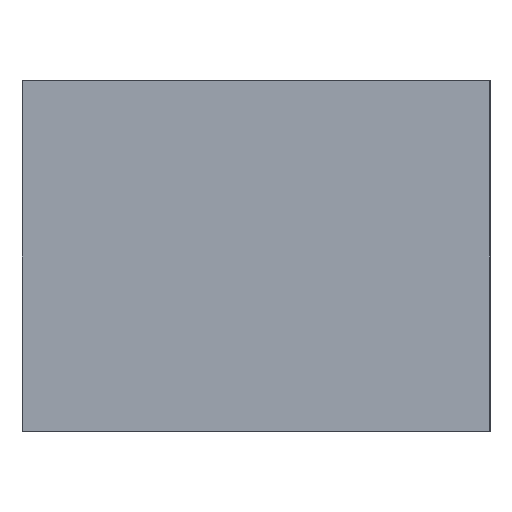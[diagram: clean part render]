
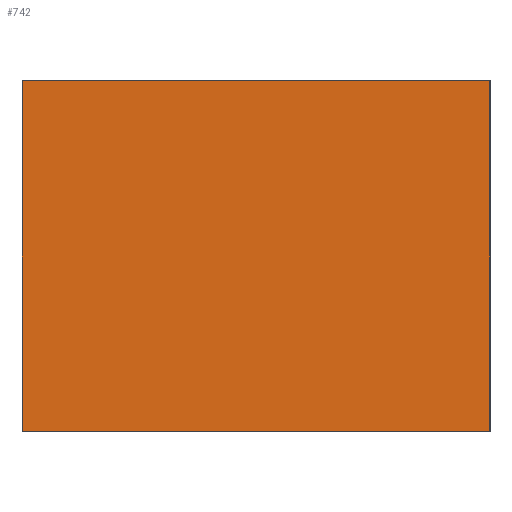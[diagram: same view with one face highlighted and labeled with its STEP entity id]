
A CAD part, left-side view. The second image highlights one B-rep face of the part: STEP entity #742.
In plain terms, the highlighted free-form (B-spline) face has degree [1, 1] with [2, 2] control points.
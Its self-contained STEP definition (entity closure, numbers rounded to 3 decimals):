
#362 = B_SPLINE_SURFACE_WITH_KNOTS('',1,1,(
    (#363,#364)
    ,(#365,#366
    )),.UNSPECIFIED.,.F.,.F.,.F.,(2,2),(2,2),(0.013,0.613),(
    0.038,1.838),.PIECEWISE_BEZIER_KNOTS.);
#363 = CARTESIAN_POINT('',(-0.8,-0.4,0.6));
#364 = CARTESIAN_POINT('',(-0.8,0.4,0.6));
#365 = CARTESIAN_POINT('',(-0.518,-0.4,0.6));
#366 = CARTESIAN_POINT('',(-0.518,0.4,0.6));
#434 = B_SPLINE_SURFACE_WITH_KNOTS('',1,1,(
    (#435,#436)
    ,(#437,#438
    )),.UNSPECIFIED.,.F.,.F.,.F.,(2,2),(2,2),(0.033,0.733),(0.213,
    0.813),.PIECEWISE_BEZIER_KNOTS.);
#435 = CARTESIAN_POINT('',(-0.8,-0.4,0.6));
#436 = CARTESIAN_POINT('',(-0.518,-0.4,0.6));
#437 = CARTESIAN_POINT('',(-0.8,-0.4,0.));
#438 = CARTESIAN_POINT('',(-0.518,-0.4,0.));
#507 = B_SPLINE_SURFACE_WITH_KNOTS('',1,1,(
    (#508,#509)
    ,(#510,#511
    )),.UNSPECIFIED.,.F.,.F.,.F.,(2,2),(2,2),(0.013,0.613),(
    0.088,1.888),.PIECEWISE_BEZIER_KNOTS.);
#508 = CARTESIAN_POINT('',(-0.8,-0.4,0.));
#509 = CARTESIAN_POINT('',(-0.8,0.4,0.));
#510 = CARTESIAN_POINT('',(-0.518,-0.4,0.));
#511 = CARTESIAN_POINT('',(-0.518,0.4,0.));
#538 = B_SPLINE_SURFACE_WITH_KNOTS('',1,1,(
    (#539,#540)
    ,(#541,#542
    )),.UNSPECIFIED.,.F.,.F.,.F.,(2,2),(2,2),(0.033,0.733),(
    0.013,0.613),.PIECEWISE_BEZIER_KNOTS.);
#539 = CARTESIAN_POINT('',(-0.8,0.4,0.));
#540 = CARTESIAN_POINT('',(-0.518,0.4,0.));
#541 = CARTESIAN_POINT('',(-0.8,0.4,0.6));
#542 = CARTESIAN_POINT('',(-0.518,0.4,0.6));
#554 = VERTEX_POINT('',#555);
#555 = CARTESIAN_POINT('',(-0.8,0.4,0.6));
#575 = EDGE_CURVE('',#576,#554,#578,.T.);
#576 = VERTEX_POINT('',#577);
#577 = CARTESIAN_POINT('',(-0.8,-0.4,0.6));
#578 = SURFACE_CURVE('',#579,(#582,#589),.PCURVE_S1.);
#579 = B_SPLINE_CURVE_WITH_KNOTS('',1,(#580,#581),.UNSPECIFIED.,.F.,.F.,
  (2,2),(0.,1.8),.PIECEWISE_BEZIER_KNOTS.);
#580 = CARTESIAN_POINT('',(-0.8,-0.4,0.6));
#581 = CARTESIAN_POINT('',(-0.8,0.4,0.6));
#582 = PCURVE('',#362,#583);
#583 = DEFINITIONAL_REPRESENTATION('',(#584),#588);
#584 = B_SPLINE_CURVE_WITH_KNOTS('',2,(#585,#586,#587),.UNSPECIFIED.,.F.
  ,.F.,(3,3),(0.,1.8),.PIECEWISE_BEZIER_KNOTS.);
#585 = CARTESIAN_POINT('',(0.013,0.038));
#586 = CARTESIAN_POINT('',(0.013,0.938));
#587 = CARTESIAN_POINT('',(0.013,1.838));
#588 = ( GEOMETRIC_REPRESENTATION_CONTEXT(2) 
PARAMETRIC_REPRESENTATION_CONTEXT() REPRESENTATION_CONTEXT('2D SPACE',''
  ) );
#589 = PCURVE('',#590,#595);
#590 = B_SPLINE_SURFACE_WITH_KNOTS('',1,1,(
    (#591,#592)
    ,(#593,#594
    )),.UNSPECIFIED.,.F.,.F.,.F.,(2,2),(2,2),(0.033,0.733),(
    0.038,1.838),.PIECEWISE_BEZIER_KNOTS.);
#591 = CARTESIAN_POINT('',(-0.8,-0.4,0.)
  );
#592 = CARTESIAN_POINT('',(-0.8,0.4,0.)
  );
#593 = CARTESIAN_POINT('',(-0.8,-0.4,0.6));
#594 = CARTESIAN_POINT('',(-0.8,0.4,0.6));
#595 = DEFINITIONAL_REPRESENTATION('',(#596),#600);
#596 = B_SPLINE_CURVE_WITH_KNOTS('',2,(#597,#598,#599),.UNSPECIFIED.,.F.
  ,.F.,(3,3),(0.,1.8),.PIECEWISE_BEZIER_KNOTS.);
#597 = CARTESIAN_POINT('',(0.733,0.038));
#598 = CARTESIAN_POINT('',(0.733,0.938));
#599 = CARTESIAN_POINT('',(0.733,1.838));
#600 = ( GEOMETRIC_REPRESENTATION_CONTEXT(2) 
PARAMETRIC_REPRESENTATION_CONTEXT() REPRESENTATION_CONTEXT('2D SPACE',''
  ) );
#627 = EDGE_CURVE('',#576,#628,#630,.T.);
#628 = VERTEX_POINT('',#629);
#629 = CARTESIAN_POINT('',(-0.8,-0.4,0.));
#630 = SURFACE_CURVE('',#631,(#634,#641),.PCURVE_S1.);
#631 = B_SPLINE_CURVE_WITH_KNOTS('',1,(#632,#633),.UNSPECIFIED.,.F.,.F.,
  (2,2),(0.,0.7),.PIECEWISE_BEZIER_KNOTS.);
#632 = CARTESIAN_POINT('',(-0.8,-0.4,0.6));
#633 = CARTESIAN_POINT('',(-0.8,-0.4,0.));
#634 = PCURVE('',#434,#635);
#635 = DEFINITIONAL_REPRESENTATION('',(#636),#640);
#636 = B_SPLINE_CURVE_WITH_KNOTS('',2,(#637,#638,#639),.UNSPECIFIED.,.F.
  ,.F.,(3,3),(0.,0.7),.PIECEWISE_BEZIER_KNOTS.);
#637 = CARTESIAN_POINT('',(0.033,0.213));
#638 = CARTESIAN_POINT('',(0.383,0.213));
#639 = CARTESIAN_POINT('',(0.733,0.213));
#640 = ( GEOMETRIC_REPRESENTATION_CONTEXT(2) 
PARAMETRIC_REPRESENTATION_CONTEXT() REPRESENTATION_CONTEXT('2D SPACE',''
  ) );
#641 = PCURVE('',#590,#642);
#642 = DEFINITIONAL_REPRESENTATION('',(#643),#647);
#643 = B_SPLINE_CURVE_WITH_KNOTS('',2,(#644,#645,#646),.UNSPECIFIED.,.F.
  ,.F.,(3,3),(0.,0.7),.PIECEWISE_BEZIER_KNOTS.);
#644 = CARTESIAN_POINT('',(0.733,0.038));
#645 = CARTESIAN_POINT('',(0.383,0.038));
#646 = CARTESIAN_POINT('',(0.033,0.038));
#647 = ( GEOMETRIC_REPRESENTATION_CONTEXT(2) 
PARAMETRIC_REPRESENTATION_CONTEXT() REPRESENTATION_CONTEXT('2D SPACE',''
  ) );
#673 = EDGE_CURVE('',#674,#628,#676,.T.);
#674 = VERTEX_POINT('',#675);
#675 = CARTESIAN_POINT('',(-0.8,0.4,0.));
#676 = SURFACE_CURVE('',#677,(#680,#687),.PCURVE_S1.);
#677 = B_SPLINE_CURVE_WITH_KNOTS('',1,(#678,#679),.UNSPECIFIED.,.F.,.F.,
  (2,2),(0.,1.8),.PIECEWISE_BEZIER_KNOTS.);
#678 = CARTESIAN_POINT('',(-0.8,0.4,0.));
#679 = CARTESIAN_POINT('',(-0.8,-0.4,0.));
#680 = PCURVE('',#507,#681);
#681 = DEFINITIONAL_REPRESENTATION('',(#682),#686);
#682 = B_SPLINE_CURVE_WITH_KNOTS('',2,(#683,#684,#685),.UNSPECIFIED.,.F.
  ,.F.,(3,3),(0.,1.8),.PIECEWISE_BEZIER_KNOTS.);
#683 = CARTESIAN_POINT('',(0.013,1.888));
#684 = CARTESIAN_POINT('',(0.013,0.988));
#685 = CARTESIAN_POINT('',(0.013,0.088));
#686 = ( GEOMETRIC_REPRESENTATION_CONTEXT(2) 
PARAMETRIC_REPRESENTATION_CONTEXT() REPRESENTATION_CONTEXT('2D SPACE',''
  ) );
#687 = PCURVE('',#590,#688);
#688 = DEFINITIONAL_REPRESENTATION('',(#689),#693);
#689 = B_SPLINE_CURVE_WITH_KNOTS('',2,(#690,#691,#692),.UNSPECIFIED.,.F.
  ,.F.,(3,3),(0.,1.8),.PIECEWISE_BEZIER_KNOTS.);
#690 = CARTESIAN_POINT('',(0.033,1.838));
#691 = CARTESIAN_POINT('',(0.033,0.938));
#692 = CARTESIAN_POINT('',(0.033,0.038));
#693 = ( GEOMETRIC_REPRESENTATION_CONTEXT(2) 
PARAMETRIC_REPRESENTATION_CONTEXT() REPRESENTATION_CONTEXT('2D SPACE',''
  ) );
#723 = EDGE_CURVE('',#674,#554,#724,.T.);
#724 = SURFACE_CURVE('',#725,(#728,#735),.PCURVE_S1.);
#725 = B_SPLINE_CURVE_WITH_KNOTS('',1,(#726,#727),.UNSPECIFIED.,.F.,.F.,
  (2,2),(0.,0.7),.PIECEWISE_BEZIER_KNOTS.);
#726 = CARTESIAN_POINT('',(-0.8,0.4,0.));
#727 = CARTESIAN_POINT('',(-0.8,0.4,0.6));
#728 = PCURVE('',#538,#729);
#729 = DEFINITIONAL_REPRESENTATION('',(#730),#734);
#730 = B_SPLINE_CURVE_WITH_KNOTS('',2,(#731,#732,#733),.UNSPECIFIED.,.F.
  ,.F.,(3,3),(0.,0.7),.PIECEWISE_BEZIER_KNOTS.);
#731 = CARTESIAN_POINT('',(0.033,0.013));
#732 = CARTESIAN_POINT('',(0.383,0.013));
#733 = CARTESIAN_POINT('',(0.733,0.013));
#734 = ( GEOMETRIC_REPRESENTATION_CONTEXT(2) 
PARAMETRIC_REPRESENTATION_CONTEXT() REPRESENTATION_CONTEXT('2D SPACE',''
  ) );
#735 = PCURVE('',#590,#736);
#736 = DEFINITIONAL_REPRESENTATION('',(#737),#741);
#737 = B_SPLINE_CURVE_WITH_KNOTS('',2,(#738,#739,#740),.UNSPECIFIED.,.F.
  ,.F.,(3,3),(0.,0.7),.PIECEWISE_BEZIER_KNOTS.);
#738 = CARTESIAN_POINT('',(0.033,1.838));
#739 = CARTESIAN_POINT('',(0.383,1.838));
#740 = CARTESIAN_POINT('',(0.733,1.838));
#741 = ( GEOMETRIC_REPRESENTATION_CONTEXT(2) 
PARAMETRIC_REPRESENTATION_CONTEXT() REPRESENTATION_CONTEXT('2D SPACE',''
  ) );
#742 = ADVANCED_FACE('',(#743),#590,.T.);
#743 = FACE_BOUND('',#744,.T.);
#744 = EDGE_LOOP('',(#745,#746,#747,#748));
#745 = ORIENTED_EDGE('',*,*,#575,.T.);
#746 = ORIENTED_EDGE('',*,*,#723,.F.);
#747 = ORIENTED_EDGE('',*,*,#673,.T.);
#748 = ORIENTED_EDGE('',*,*,#627,.F.);
